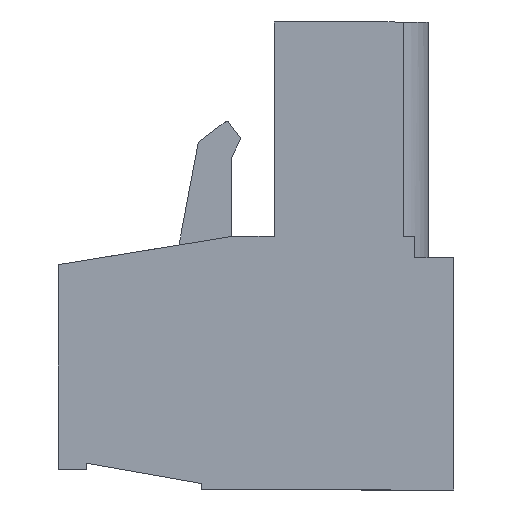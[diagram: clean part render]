
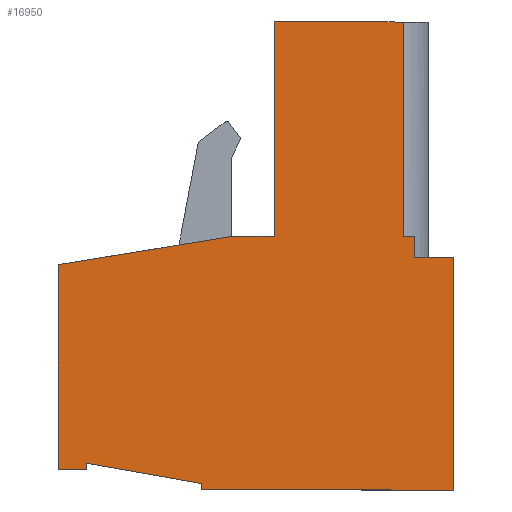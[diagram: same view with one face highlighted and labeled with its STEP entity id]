
A CAD part, left-side view. The second image highlights one B-rep face of the part: STEP entity #16950.
In plain terms, the highlighted planar face has unit normal (-1, 0, 0).
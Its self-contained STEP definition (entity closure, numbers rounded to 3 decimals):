
#249 = LINE ( 'NONE', #15179, #14711 ) ;
#439 = VECTOR ( 'NONE', #4324, 1000. ) ;
#734 = CARTESIAN_POINT ( 'NONE',  ( 0., 6.96, 0.85 ) ) ;
#979 = CARTESIAN_POINT ( 'NONE',  ( 0., 9.77, -9. ) ) ;
#1052 = CARTESIAN_POINT ( 'NONE',  ( 0., 0., 0. ) ) ;
#1129 = CARTESIAN_POINT ( 'NONE',  ( 0., 6.96, 0.85 ) ) ;
#1143 = DIRECTION ( 'NONE',  ( 0., 0., -1. ) ) ;
#1277 = CARTESIAN_POINT ( 'NONE',  ( 0., 15.33, -8.2 ) ) ;
#1455 = LINE ( 'NONE', #10193, #12392 ) ;
#1493 = VERTEX_POINT ( 'NONE', #16192 ) ;
#1764 = EDGE_CURVE ( 'NONE', #10559, #9856, #13734, .T. ) ;
#1843 = CARTESIAN_POINT ( 'NONE',  ( 0., 9.77, -8.75 ) ) ;
#1896 = CARTESIAN_POINT ( 'NONE',  ( 0., 8.49, 0.85 ) ) ;
#1923 = VERTEX_POINT ( 'NONE', #13329 ) ;
#1927 = LINE ( 'NONE', #10073, #13805 ) ;
#2004 = VERTEX_POINT ( 'NONE', #11171 ) ;
#2253 = DIRECTION ( 'NONE',  ( 0., 1., 0. ) ) ;
#2389 = VERTEX_POINT ( 'NONE', #11904 ) ;
#2534 = VERTEX_POINT ( 'NONE', #13790 ) ;
#2873 = VECTOR ( 'NONE', #6799, 1000. ) ;
#2972 = EDGE_CURVE ( 'NONE', #18960, #1493, #1927, .T. ) ;
#2973 = CARTESIAN_POINT ( 'NONE',  ( 0., 0., -9. ) ) ;
#3036 = EDGE_CURVE ( 'NONE', #2004, #10559, #1455, .T. ) ;
#3196 = VECTOR ( 'NONE', #15691, 1000. ) ;
#3319 = DIRECTION ( 'NONE',  ( 0., 0., -1. ) ) ;
#3776 = EDGE_CURVE ( 'NONE', #12082, #2004, #249, .T. ) ;
#3910 = VECTOR ( 'NONE', #17617, 1000. ) ;
#4047 = EDGE_CURVE ( 'NONE', #12904, #17308, #10037, .T. ) ;
#4197 = ORIENTED_EDGE ( 'NONE', *, *, #4047, .F. ) ;
#4295 = VERTEX_POINT ( 'NONE', #12935 ) ;
#4324 = DIRECTION ( 'NONE',  ( 0., 0., -1. ) ) ;
#4355 = LINE ( 'NONE', #9587, #7831 ) ;
#4372 = LINE ( 'NONE', #1277, #3910 ) ;
#4653 = AXIS2_PLACEMENT_3D ( 'NONE', #1052, #5561, #15959 ) ;
#5300 = EDGE_CURVE ( 'NONE', #2534, #12082, #11120, .T. ) ;
#5561 = DIRECTION ( 'NONE',  ( 1., 0., 0. ) ) ;
#5587 = ORIENTED_EDGE ( 'NONE', *, *, #15335, .F. ) ;
#5644 = EDGE_CURVE ( 'NONE', #9856, #12904, #16909, .T. ) ;
#5901 = EDGE_CURVE ( 'NONE', #2389, #2534, #4355, .T. ) ;
#5966 = CARTESIAN_POINT ( 'NONE',  ( 0., 0., -9. ) ) ;
#6799 = DIRECTION ( 'NONE',  ( 0., -1., 0. ) ) ;
#7166 = ORIENTED_EDGE ( 'NONE', *, *, #9553, .F. ) ;
#7273 = LINE ( 'NONE', #734, #12150 ) ;
#7593 = ORIENTED_EDGE ( 'NONE', *, *, #5901, .F. ) ;
#7729 = FACE_OUTER_BOUND ( 'NONE', #17191, .T. ) ;
#7831 = VECTOR ( 'NONE', #8096, 1000. ) ;
#8091 = CARTESIAN_POINT ( 'NONE',  ( 0., 1.51, 0.85 ) ) ;
#8096 = DIRECTION ( 'NONE',  ( 0., 0., -1. ) ) ;
#8253 = EDGE_CURVE ( 'NONE', #16919, #1923, #4372, .T. ) ;
#8489 = CARTESIAN_POINT ( 'NONE',  ( 0., 15.33, -8.2 ) ) ;
#8725 = ORIENTED_EDGE ( 'NONE', *, *, #5644, .F. ) ;
#9011 = VECTOR ( 'NONE', #11890, 1000. ) ;
#9132 = EDGE_CURVE ( 'NONE', #1923, #4295, #19231, .T. ) ;
#9289 = CARTESIAN_POINT ( 'NONE',  ( 0., 6.96, 9.15 ) ) ;
#9553 = EDGE_CURVE ( 'NONE', #1493, #16919, #19212, .T. ) ;
#9570 = DIRECTION ( 'NONE',  ( 0., -0.987, 0.16 ) ) ;
#9587 = CARTESIAN_POINT ( 'NONE',  ( 0., 1.96, 9.15 ) ) ;
#9770 = CARTESIAN_POINT ( 'NONE',  ( 0., 1.96, 0.85 ) ) ;
#9856 = VERTEX_POINT ( 'NONE', #5966 ) ;
#9900 = LINE ( 'NONE', #1896, #13395 ) ;
#10016 = EDGE_CURVE ( 'NONE', #17308, #18960, #11288, .T. ) ;
#10037 = LINE ( 'NONE', #979, #13529 ) ;
#10073 = CARTESIAN_POINT ( 'NONE',  ( 0., 14.24, -7.96 ) ) ;
#10193 = CARTESIAN_POINT ( 'NONE',  ( 0., 1.51, 0. ) ) ;
#10201 = EDGE_CURVE ( 'NONE', #17269, #2389, #15210, .T. ) ;
#10559 = VERTEX_POINT ( 'NONE', #15423 ) ;
#10763 = DIRECTION ( 'NONE',  ( 0., 0.985, 0.174 ) ) ;
#10815 = ORIENTED_EDGE ( 'NONE', *, *, #5300, .F. ) ;
#11120 = LINE ( 'NONE', #9770, #3196 ) ;
#11164 = DIRECTION ( 'NONE',  ( 0., 0., 1. ) ) ;
#11171 = CARTESIAN_POINT ( 'NONE',  ( 0., 1.51, 0. ) ) ;
#11288 = LINE ( 'NONE', #1843, #15232 ) ;
#11533 = ORIENTED_EDGE ( 'NONE', *, *, #8253, .F. ) ;
#11890 = DIRECTION ( 'NONE',  ( 0., 1., 0. ) ) ;
#11904 = CARTESIAN_POINT ( 'NONE',  ( 0., 1.96, 9.15 ) ) ;
#12082 = VERTEX_POINT ( 'NONE', #8091 ) ;
#12150 = VECTOR ( 'NONE', #11164, 1000. ) ;
#12301 = DIRECTION ( 'NONE',  ( 0., -1., 0. ) ) ;
#12392 = VECTOR ( 'NONE', #14696, 1000. ) ;
#12434 = VERTEX_POINT ( 'NONE', #1129 ) ;
#12663 = CARTESIAN_POINT ( 'NONE',  ( 0., 14.24, -8.2 ) ) ;
#12904 = VERTEX_POINT ( 'NONE', #18485 ) ;
#12935 = CARTESIAN_POINT ( 'NONE',  ( 0., 8.49, 0.85 ) ) ;
#13329 = CARTESIAN_POINT ( 'NONE',  ( 0., 15.33, -0.26 ) ) ;
#13395 = VECTOR ( 'NONE', #12301, 1000. ) ;
#13529 = VECTOR ( 'NONE', #17309, 1000. ) ;
#13551 = CARTESIAN_POINT ( 'NONE',  ( 0., 14.24, -7.96 ) ) ;
#13734 = LINE ( 'NONE', #15108, #439 ) ;
#13790 = CARTESIAN_POINT ( 'NONE',  ( 0., 1.96, 0.85 ) ) ;
#13805 = VECTOR ( 'NONE', #1143, 1000. ) ;
#13959 = ORIENTED_EDGE ( 'NONE', *, *, #2972, .F. ) ;
#14476 = PLANE ( 'NONE',  #4653 ) ;
#14696 = DIRECTION ( 'NONE',  ( 0., -1., 0. ) ) ;
#14711 = VECTOR ( 'NONE', #3319, 1000. ) ;
#15108 = CARTESIAN_POINT ( 'NONE',  ( 0., 0., 0. ) ) ;
#15179 = CARTESIAN_POINT ( 'NONE',  ( 0., 1.51, 0.85 ) ) ;
#15210 = LINE ( 'NONE', #17186, #2873 ) ;
#15232 = VECTOR ( 'NONE', #10763, 1000. ) ;
#15254 = VECTOR ( 'NONE', #2253, 1000. ) ;
#15268 = VECTOR ( 'NONE', #9570, 1000. ) ;
#15335 = EDGE_CURVE ( 'NONE', #4295, #12434, #9900, .T. ) ;
#15423 = CARTESIAN_POINT ( 'NONE',  ( 0., 0., 0. ) ) ;
#15493 = CARTESIAN_POINT ( 'NONE',  ( 0., 15.33, -0.26 ) ) ;
#15524 = ORIENTED_EDGE ( 'NONE', *, *, #1764, .F. ) ;
#15691 = DIRECTION ( 'NONE',  ( 0., -1., 0. ) ) ;
#15959 = DIRECTION ( 'NONE',  ( 0., 0., -1. ) ) ;
#16192 = CARTESIAN_POINT ( 'NONE',  ( 0., 14.24, -8.2 ) ) ;
#16344 = EDGE_CURVE ( 'NONE', #12434, #17269, #7273, .T. ) ;
#16781 = CARTESIAN_POINT ( 'NONE',  ( 0., 9.77, -8.75 ) ) ;
#16909 = LINE ( 'NONE', #2973, #9011 ) ;
#16919 = VERTEX_POINT ( 'NONE', #8489 ) ;
#16950 = ADVANCED_FACE ( 'NONE', ( #7729 ), #14476, .F. ) ;
#17186 = CARTESIAN_POINT ( 'NONE',  ( 0., 6.96, 9.15 ) ) ;
#17191 = EDGE_LOOP ( 'NONE', ( #18692, #19036, #10815, #7593, #17674, #18545, #5587, #18919, #11533, #7166, #13959, #17559, #4197, #8725, #15524 ) ) ;
#17269 = VERTEX_POINT ( 'NONE', #9289 ) ;
#17308 = VERTEX_POINT ( 'NONE', #16781 ) ;
#17309 = DIRECTION ( 'NONE',  ( 0., 0., 1. ) ) ;
#17559 = ORIENTED_EDGE ( 'NONE', *, *, #10016, .F. ) ;
#17617 = DIRECTION ( 'NONE',  ( 0., 0., 1. ) ) ;
#17674 = ORIENTED_EDGE ( 'NONE', *, *, #10201, .F. ) ;
#18485 = CARTESIAN_POINT ( 'NONE',  ( 0., 9.77, -9. ) ) ;
#18545 = ORIENTED_EDGE ( 'NONE', *, *, #16344, .F. ) ;
#18692 = ORIENTED_EDGE ( 'NONE', *, *, #3036, .F. ) ;
#18919 = ORIENTED_EDGE ( 'NONE', *, *, #9132, .F. ) ;
#18960 = VERTEX_POINT ( 'NONE', #13551 ) ;
#19036 = ORIENTED_EDGE ( 'NONE', *, *, #3776, .F. ) ;
#19212 = LINE ( 'NONE', #12663, #15254 ) ;
#19231 = LINE ( 'NONE', #15493, #15268 ) ;
